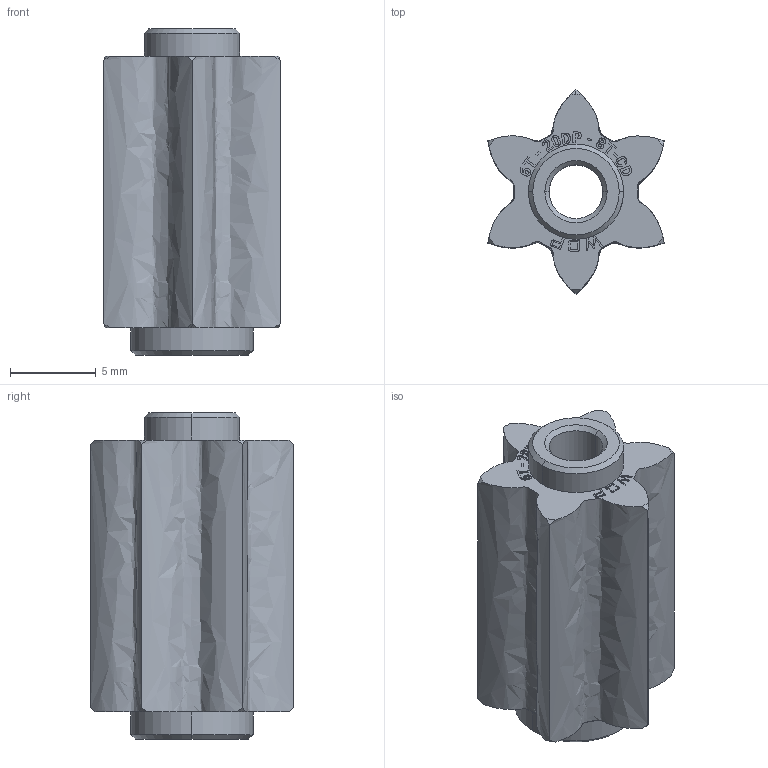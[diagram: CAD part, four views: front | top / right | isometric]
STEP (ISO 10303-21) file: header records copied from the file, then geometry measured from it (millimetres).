
FILE_DESCRIPTION (( 'STEP AP214' ), '1' );
FILE_NAME ('WCP-1150 Rev1.step', '2023-11-03T21:08:06', ( '' ), ( '' ), 'SwSTEP 2.0', 'SolidWorks 2022', '' );
FILE_SCHEMA (( 'AUTOMOTIVE_DESIGN' ));
Length unit declared in the file: inch
Products named in the file (1): WCP-1150 Rev1
Bounding box: 10.3 x 11.89 x 19.05 mm (x, y, z)
Volume: 870.4 mm3; surface area: 1083 mm2
Topology: 1 solids, 1 shells, 241 faces, 622 edges, 410 vertices
Faces by surface type: plane 135, bspline 72, cone 24, cylinder 10
Entity records: 12554 total; most frequent: CARTESIAN_POINT 7130, ORIENTED_EDGE 1244, DIRECTION 836, EDGE_CURVE 622, LINE 412, VECTOR 412, VERTEX_POINT 410, EDGE_LOOP 270
